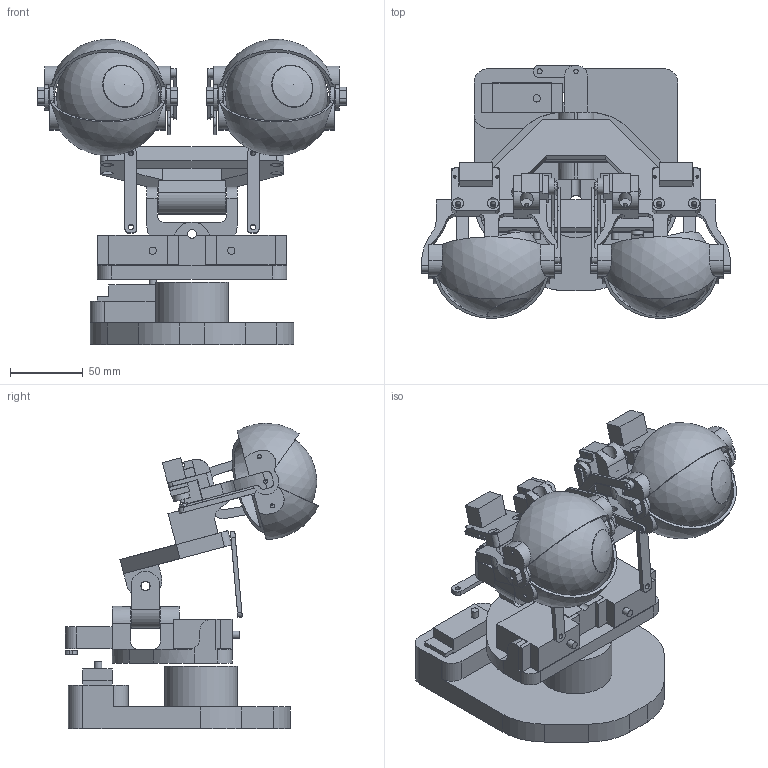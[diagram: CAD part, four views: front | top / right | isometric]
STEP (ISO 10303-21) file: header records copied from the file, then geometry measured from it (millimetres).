
FILE_DESCRIPTION(/* description */ (''),/* implementation_level */ '2;1');
FILE_NAME(/* name */ 'c9e101e0-2b7b-4730-b28d-467794ff0d6c.stp',/* time_stamp */ '2021-08-22T18:15:59+00:00',/* author */ (''),/* organization */ (''),/* preprocessor_version */ 'ST-DEVELOPER v18.1',/* originating_system */ 'Autodesk Translation Framework v10.10.0.1391',/* authorisation */ '');
FILE_SCHEMA (('AUTOMOTIVE_DESIGN { 1 0 10303 214 3 1 1 }'));
Length unit declared in the file: millimetre
Products named in the file (4): head; baseUpper; ball; ball(Mirror)
Assembly tree (3 placements, depth 3):
  head
    baseUpper
      ball
      ball(Mirror)
Bounding box: 212 x 173.81 x 209.66 mm (x, y, z)
Volume: 976171.2 mm3; surface area: 274644.2 mm2
Topology: 39 solids, 39 shells, 804 faces, 2071 edges, 1372 vertices
Faces by surface type: plane 458, cylinder 318, sphere 14, cone 14
Full cylindrical faces by diameter (mm): 1.5 x4, 2 x14, 2.2 x8, 2.8 x49, 3 x8, 3.5 x12, 3.8 x8, 4 x2, 4.3 x2, 5 x3, 6 x4, 6.5 x2, 8 x2, 9 x2, 10.8 x2, 11.5 x4, 15 x4, 18 x2, 22.305 x1, 22.35 x1, 29.3 x2, 30 x2, 50 x1
Entity records: 25591 total; most frequent: CARTESIAN_POINT 4932, DIRECTION 4337, ORIENTED_EDGE 4130, EDGE_CURVE 2065, AXIS2_PLACEMENT_3D 1519, VERTEX_POINT 1372, LINE 1299, VECTOR 1299
